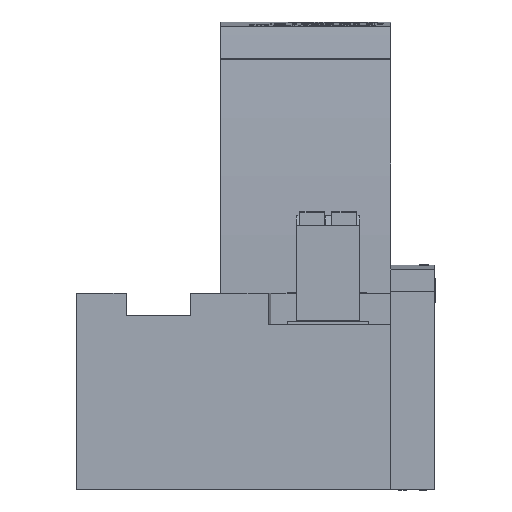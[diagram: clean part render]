
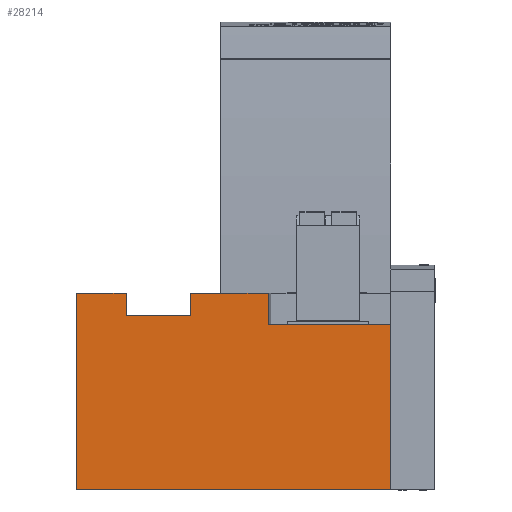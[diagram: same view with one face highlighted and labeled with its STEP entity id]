
A CAD part, front view. The second image highlights one B-rep face of the part: STEP entity #28214.
In plain terms, the highlighted planar face has unit normal (0, -1, 0).
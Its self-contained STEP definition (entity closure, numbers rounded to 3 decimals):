
#24585=FACE_OUTER_BOUND('',#35925,.T.);
#28214=ADVANCED_FACE('',(#24585),#32012,.T.);
#32012=PLANE('',#89335);
#35925=EDGE_LOOP('',(#40340,#40341,#40342,#40343,#40344,#40345,#40346,#40347,
#40348,#40349));
#40340=ORIENTED_EDGE('',*,*,#65227,.F.);
#40341=ORIENTED_EDGE('',*,*,#65257,.F.);
#40342=ORIENTED_EDGE('',*,*,#65245,.F.);
#40343=ORIENTED_EDGE('',*,*,#65258,.F.);
#40344=ORIENTED_EDGE('',*,*,#65255,.F.);
#40345=ORIENTED_EDGE('',*,*,#65259,.F.);
#40346=ORIENTED_EDGE('',*,*,#65260,.F.);
#40347=ORIENTED_EDGE('',*,*,#65261,.T.);
#40348=ORIENTED_EDGE('',*,*,#65039,.T.);
#40349=ORIENTED_EDGE('',*,*,#65262,.F.);
#58909=VERTEX_POINT('',#108128);
#58910=VERTEX_POINT('',#108130);
#59062=VERTEX_POINT('',#108505);
#59063=VERTEX_POINT('',#108506);
#59080=VERTEX_POINT('',#108541);
#59081=VERTEX_POINT('',#108543);
#59084=VERTEX_POINT('',#108550);
#59090=VERTEX_POINT('',#108562);
#59092=VERTEX_POINT('',#108570);
#59093=VERTEX_POINT('',#108572);
#65039=EDGE_CURVE('',#58910,#58909,#74446,.T.);
#65227=EDGE_CURVE('',#59062,#59063,#74622,.T.);
#65245=EDGE_CURVE('',#59080,#59081,#74640,.T.);
#65255=EDGE_CURVE('',#59090,#59084,#74649,.T.);
#65257=EDGE_CURVE('',#59081,#59062,#74650,.T.);
#65258=EDGE_CURVE('',#59084,#59080,#74651,.T.);
#65259=EDGE_CURVE('',#59092,#59090,#74652,.T.);
#65260=EDGE_CURVE('',#59093,#59092,#74653,.T.);
#65261=EDGE_CURVE('',#59093,#58910,#74654,.T.);
#65262=EDGE_CURVE('',#59063,#58909,#74655,.T.);
#74446=LINE('',#108129,#81614);
#74622=LINE('',#108504,#81790);
#74640=LINE('',#108542,#81808);
#74649=LINE('',#108563,#81817);
#74650=LINE('',#108567,#81818);
#74651=LINE('',#108568,#81819);
#74652=LINE('',#108569,#81820);
#74653=LINE('',#108571,#81821);
#74654=LINE('',#108573,#81822);
#74655=LINE('',#108574,#81823);
#81614=VECTOR('',#93019,1.);
#81790=VECTOR('',#93289,1.);
#81808=VECTOR('',#93309,1.);
#81817=VECTOR('',#93322,1.);
#81818=VECTOR('',#93327,1.);
#81819=VECTOR('',#93328,1.);
#81820=VECTOR('',#93329,1.);
#81821=VECTOR('',#93330,1.);
#81822=VECTOR('',#93331,1.);
#81823=VECTOR('',#93332,1.);
#89335=AXIS2_PLACEMENT_3D('',#108575,#93333,#93334);
#93019=DIRECTION('',(1.,0.,0.));
#93289=DIRECTION('',(1.,0.,0.));
#93309=DIRECTION('',(1.,0.,0.));
#93322=DIRECTION('',(1.,0.,0.));
#93327=DIRECTION('',(0.,0.,-1.));
#93328=DIRECTION('',(0.,0.,1.));
#93329=DIRECTION('',(0.,0.,-1.));
#93330=DIRECTION('',(1.,0.,0.));
#93331=DIRECTION('',(0.,0.,-1.));
#93332=DIRECTION('',(0.,0.,-1.));
#93333=DIRECTION('',(0.,-1.,0.));
#93334=DIRECTION('',(0.,0.,-1.));
#108128=CARTESIAN_POINT('',(10.,-76.6,-7.));
#108129=CARTESIAN_POINT('',(-40.,-76.6,-7.));
#108130=CARTESIAN_POINT('',(-40.,-76.6,-7.));
#108504=CARTESIAN_POINT('',(-9.5,-76.6,19.3));
#108505=CARTESIAN_POINT('',(-9.5,-76.6,19.3));
#108506=CARTESIAN_POINT('',(10.,-76.6,19.3));
#108541=CARTESIAN_POINT('',(-21.903,-76.6,24.3));
#108542=CARTESIAN_POINT('',(-21.903,-76.6,24.3));
#108543=CARTESIAN_POINT('',(-9.5,-76.6,24.3));
#108550=CARTESIAN_POINT('',(-21.903,-76.6,20.8));
#108562=CARTESIAN_POINT('',(-32.103,-76.6,20.8));
#108563=CARTESIAN_POINT('',(-32.103,-76.6,20.8));
#108567=CARTESIAN_POINT('',(-9.5,-76.6,36.));
#108568=CARTESIAN_POINT('',(-21.903,-76.6,20.8));
#108569=CARTESIAN_POINT('',(-32.103,-76.6,24.3));
#108570=CARTESIAN_POINT('',(-32.103,-76.6,24.3));
#108571=CARTESIAN_POINT('',(-40.,-76.6,24.3));
#108572=CARTESIAN_POINT('',(-40.,-76.6,24.3));
#108573=CARTESIAN_POINT('',(-40.,-76.6,24.9));
#108574=CARTESIAN_POINT('',(10.,-76.6,24.9));
#108575=CARTESIAN_POINT('',(-40.,-76.6,24.9));
